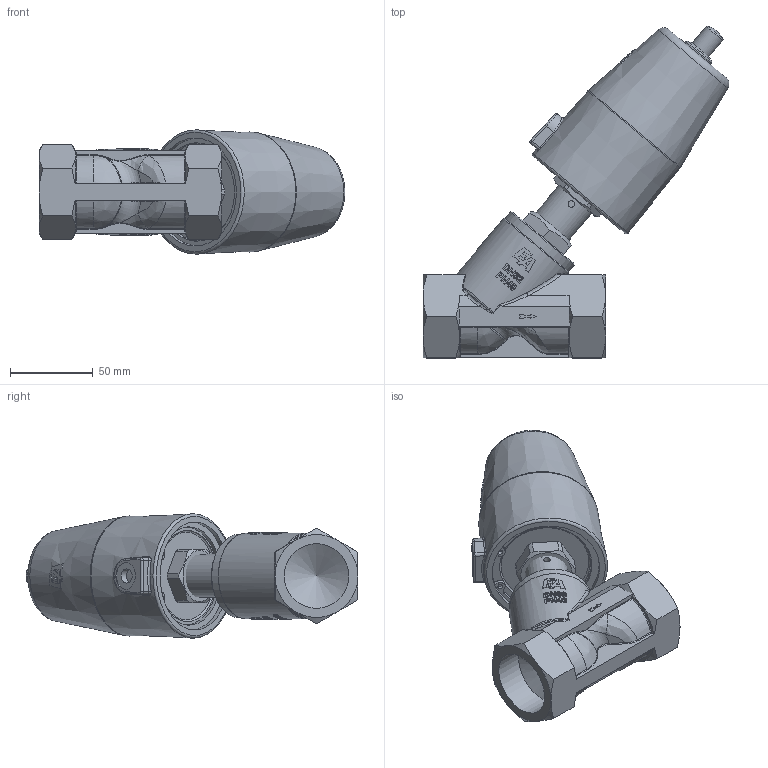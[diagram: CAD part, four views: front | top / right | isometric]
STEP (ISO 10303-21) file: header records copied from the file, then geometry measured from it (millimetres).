
FILE_DESCRIPTION(/* description */ ('DG2D3124032/OS'),/* implementation_level */ '2;1');
FILE_NAME(/* name */ 'DG2D3124032_OS.stp',/* time_stamp */ '2022-01-27T13:33:04+01:00',/* author */ ('hois'),/* organization */ (''),/* preprocessor_version */ 'ST-DEVELOPER v18.1',/* originating_system */ 'Autodesk Inventor 2020',/* authorisation */ '');
FILE_SCHEMA (('AUTOMOTIVE_DESIGN { 1 0 10303 214 3 1 1 }'));
Length unit declared in the file: millimetre
Products named in the file (7): DG2D3124032/OS; GGS0032.22.0013-K-GM; ETG0032.13.0023; SZY0630.23.0022; DER0650.06.0013; DIN0472-63x2,5; VST1415.08.0013
Assembly tree (6 placements, depth 2):
  DG2D3124032/OS
    GGS0032.22.0013-K-GM
    ETG0032.13.0023
    SZY0630.23.0022
    DER0650.06.0013
    DIN0472-63x2,5
    VST1415.08.0013
Bounding box: 184.36 x 200.03 x 74.92 mm (x, y, z)
Volume: 378053.8 mm3; surface area: 109758.6 mm2
Topology: 6 solids, 6 shells, 684 faces, 1832 edges, 1207 vertices
Faces by surface type: plane 287, bspline 189, cylinder 133, cone 41, torus 25, sphere 9
Full cylindrical faces by diameter (mm): 1.5 x1, 3 x2, 4 x1, 8.566 x1, 8.7 x1, 11 x1, 12 x2, 12.376 x1, 13 x1, 14 x2, 16 x1, 20 x1, 23.5 x1, 24.376 x1, 26 x1, 38.952 x3, 42.8 x1, 50 x1, 51.5 x1, 63 x1, 64 x1, 65 x3, 69 x1
Entity records: 27365 total; most frequent: CARTESIAN_POINT 11058, ORIENTED_EDGE 3642, DIRECTION 2937, EDGE_CURVE 1821, VERTEX_POINT 1207, AXIS2_PLACEMENT_3D 1116, EDGE_LOOP 756, LINE 705
